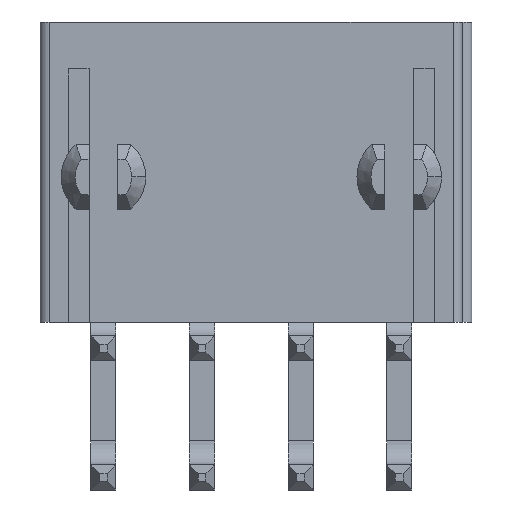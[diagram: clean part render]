
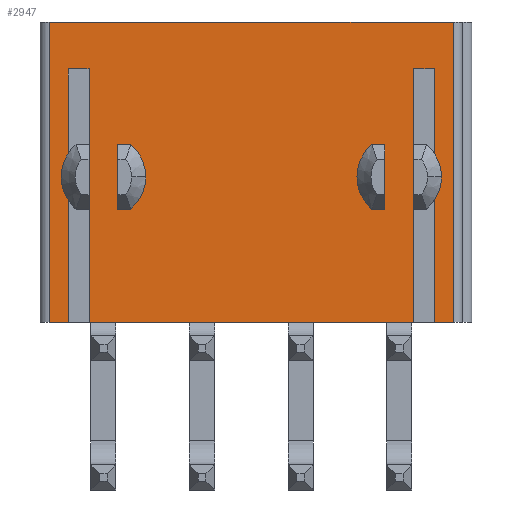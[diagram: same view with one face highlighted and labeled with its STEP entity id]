
A CAD part, front view. The second image highlights one B-rep face of the part: STEP entity #2947.
In plain terms, the highlighted planar face has unit normal (0, -1, 0).
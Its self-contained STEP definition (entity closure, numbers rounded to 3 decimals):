
#39 = CARTESIAN_POINT ( 'NONE',  ( 8.6, 0.4, -12.8 ) ) ;
#173 = DIRECTION ( 'NONE',  ( 0., 1., 0. ) ) ;
#201 = CARTESIAN_POINT ( 'NONE',  ( -7.8, 0.4, -12.8 ) ) ;
#202 = VECTOR ( 'NONE', #4078, 1000. ) ;
#209 = EDGE_CURVE ( 'NONE', #8116, #9594, #2423, .T. ) ;
#313 = LINE ( 'NONE', #609, #663 ) ;
#358 = ORIENTED_EDGE ( 'NONE', *, *, #3199, .T. ) ;
#378 = FACE_OUTER_BOUND ( 'NONE', #5543, .T. ) ;
#409 = CARTESIAN_POINT ( 'NONE',  ( -8.6, 0.4, 0. ) ) ;
#459 = VERTEX_POINT ( 'NONE', #6775 ) ;
#461 = VERTEX_POINT ( 'NONE', #4481 ) ;
#512 = EDGE_CURVE ( 'NONE', #459, #1873, #6870, .T. ) ;
#526 = LINE ( 'NONE', #4175, #1955 ) ;
#578 = LINE ( 'NONE', #6503, #202 ) ;
#609 = CARTESIAN_POINT ( 'NONE',  ( 6.91, 0.4, -12.8 ) ) ;
#663 = VECTOR ( 'NONE', #7231, 1000. ) ;
#720 = AXIS2_PLACEMENT_3D ( 'NONE', #6848, #8169, #8946 ) ;
#830 = LINE ( 'NONE', #3783, #6260 ) ;
#949 = CARTESIAN_POINT ( 'NONE',  ( 7.8, 0.4, -2. ) ) ;
#970 = EDGE_CURVE ( 'NONE', #8331, #1722, #830, .T. ) ;
#1009 = LINE ( 'NONE', #4014, #7349 ) ;
#1156 = EDGE_CURVE ( 'NONE', #459, #2773, #6318, .T. ) ;
#1172 = CARTESIAN_POINT ( 'NONE',  ( 8.6, 0.4, -12.8 ) ) ;
#1193 = LINE ( 'NONE', #1825, #1980 ) ;
#1222 = EDGE_CURVE ( 'NONE', #1873, #3775, #578, .T. ) ;
#1227 = ORIENTED_EDGE ( 'NONE', *, *, #1993, .F. ) ;
#1344 = DIRECTION ( 'NONE',  ( -1., 0., 0. ) ) ;
#1465 = CARTESIAN_POINT ( 'NONE',  ( 5.69, 0.4, -7.97 ) ) ;
#1478 = VERTEX_POINT ( 'NONE', #7805 ) ;
#1521 = CARTESIAN_POINT ( 'NONE',  ( -7.8, 0.4, -2. ) ) ;
#1716 = CARTESIAN_POINT ( 'NONE',  ( -6.91, 0.4, -2. ) ) ;
#1722 = VERTEX_POINT ( 'NONE', #949 ) ;
#1776 = CIRCLE ( 'NONE', #6273, 1.5 ) ;
#1825 = CARTESIAN_POINT ( 'NONE',  ( -5.69, 0.4, -7.97 ) ) ;
#1850 = ORIENTED_EDGE ( 'NONE', *, *, #4517, .T. ) ;
#1855 = DIRECTION ( 'NONE',  ( 0., 0., 1. ) ) ;
#1873 = VERTEX_POINT ( 'NONE', #4870 ) ;
#1932 = CARTESIAN_POINT ( 'NONE',  ( -6.91, 0.4, -2. ) ) ;
#1955 = VECTOR ( 'NONE', #7055, 1000. ) ;
#1980 = VECTOR ( 'NONE', #4043, 1000. ) ;
#1993 = EDGE_CURVE ( 'NONE', #1722, #5678, #6523, .T. ) ;
#2012 = ORIENTED_EDGE ( 'NONE', *, *, #6728, .T. ) ;
#2020 = ORIENTED_EDGE ( 'NONE', *, *, #8188, .T. ) ;
#2216 = CARTESIAN_POINT ( 'NONE',  ( 7.8, 0.4, -2. ) ) ;
#2303 = ORIENTED_EDGE ( 'NONE', *, *, #3365, .T. ) ;
#2423 = CIRCLE ( 'NONE', #720, 1.5 ) ;
#2616 = DIRECTION ( 'NONE',  ( -1., 0., 0. ) ) ;
#2623 = ORIENTED_EDGE ( 'NONE', *, *, #1222, .F. ) ;
#2704 = VECTOR ( 'NONE', #3169, 1000. ) ;
#2710 = VECTOR ( 'NONE', #3689, 1000. ) ;
#2771 = CARTESIAN_POINT ( 'NONE',  ( -7.8, 0.4, -12.8 ) ) ;
#2773 = VERTEX_POINT ( 'NONE', #1521 ) ;
#2778 = VERTEX_POINT ( 'NONE', #4615 ) ;
#2947 = ADVANCED_FACE ( 'NONE', ( #3248, #5442, #378 ), #4796, .T. ) ;
#2952 = CARTESIAN_POINT ( 'NONE',  ( -6.3, 0.4, -6.6 ) ) ;
#3003 = LINE ( 'NONE', #1716, #9227 ) ;
#3157 = ORIENTED_EDGE ( 'NONE', *, *, #5562, .F. ) ;
#3169 = DIRECTION ( 'NONE',  ( -1., 0., 0. ) ) ;
#3199 = EDGE_CURVE ( 'NONE', #4561, #4295, #6614, .T. ) ;
#3248 = FACE_BOUND ( 'NONE', #4891, .T. ) ;
#3365 = EDGE_CURVE ( 'NONE', #2778, #5678, #1009, .T. ) ;
#3367 = EDGE_CURVE ( 'NONE', #2778, #9341, #313, .T. ) ;
#3402 = EDGE_CURVE ( 'NONE', #4495, #3775, #7135, .T. ) ;
#3497 = CARTESIAN_POINT ( 'NONE',  ( 8.6, 0.4, 0. ) ) ;
#3637 = ORIENTED_EDGE ( 'NONE', *, *, #970, .F. ) ;
#3689 = DIRECTION ( 'NONE',  ( -1., 0., 0. ) ) ;
#3775 = VERTEX_POINT ( 'NONE', #409 ) ;
#3783 = CARTESIAN_POINT ( 'NONE',  ( 7.8, 0.4, -12.8 ) ) ;
#3947 = DIRECTION ( 'NONE',  ( 0., 1., 0. ) ) ;
#4014 = CARTESIAN_POINT ( 'NONE',  ( 6.91, 0.4, -12.8 ) ) ;
#4043 = DIRECTION ( 'NONE',  ( 0., 0., 1. ) ) ;
#4078 = DIRECTION ( 'NONE',  ( 0., 0., 1. ) ) ;
#4175 = CARTESIAN_POINT ( 'NONE',  ( 5.69, 0.4, -5.23 ) ) ;
#4295 = VERTEX_POINT ( 'NONE', #6936 ) ;
#4416 = VECTOR ( 'NONE', #1344, 1000. ) ;
#4447 = CARTESIAN_POINT ( 'NONE',  ( 6.91, 0.4, -2. ) ) ;
#4481 = CARTESIAN_POINT ( 'NONE',  ( 5.69, 0.4, -5.23 ) ) ;
#4495 = VERTEX_POINT ( 'NONE', #3497 ) ;
#4517 = EDGE_CURVE ( 'NONE', #461, #8116, #526, .T. ) ;
#4561 = VERTEX_POINT ( 'NONE', #7969 ) ;
#4601 = DIRECTION ( 'NONE',  ( 0.407, 0., 0.914 ) ) ;
#4615 = CARTESIAN_POINT ( 'NONE',  ( 6.91, 0.4, -12.8 ) ) ;
#4796 = PLANE ( 'NONE',  #6765 ) ;
#4870 = CARTESIAN_POINT ( 'NONE',  ( -8.6, 0.4, -12.8 ) ) ;
#4891 = EDGE_LOOP ( 'NONE', ( #1850, #9525, #6738 ) ) ;
#5442 = FACE_BOUND ( 'NONE', #6494, .T. ) ;
#5543 = EDGE_LOOP ( 'NONE', ( #3637, #6928, #2012, #5855, #2623, #6052, #8886, #3157, #2020, #7754, #2303, #1227 ) ) ;
#5562 = EDGE_CURVE ( 'NONE', #9040, #2773, #5618, .T. ) ;
#5604 = CARTESIAN_POINT ( 'NONE',  ( -6.91, 0.4, -2. ) ) ;
#5618 = LINE ( 'NONE', #1932, #6501 ) ;
#5678 = VERTEX_POINT ( 'NONE', #4447 ) ;
#5855 = ORIENTED_EDGE ( 'NONE', *, *, #3402, .T. ) ;
#6052 = ORIENTED_EDGE ( 'NONE', *, *, #512, .F. ) ;
#6160 = AXIS2_PLACEMENT_3D ( 'NONE', #2952, #173, #4601 ) ;
#6180 = DIRECTION ( 'NONE',  ( 0., 0., -1. ) ) ;
#6260 = VECTOR ( 'NONE', #6758, 1000. ) ;
#6270 = VECTOR ( 'NONE', #8697, 1000. ) ;
#6273 = AXIS2_PLACEMENT_3D ( 'NONE', #6332, #3947, #9297 ) ;
#6318 = LINE ( 'NONE', #2771, #6270 ) ;
#6332 = CARTESIAN_POINT ( 'NONE',  ( 6.3, 0.4, -6.6 ) ) ;
#6494 = EDGE_LOOP ( 'NONE', ( #7244, #358 ) ) ;
#6501 = VECTOR ( 'NONE', #2616, 1000. ) ;
#6503 = CARTESIAN_POINT ( 'NONE',  ( -8.6, 0.4, -12.8 ) ) ;
#6523 = LINE ( 'NONE', #2216, #4416 ) ;
#6614 = CIRCLE ( 'NONE', #6160, 1.5 ) ;
#6657 = LINE ( 'NONE', #39, #2710 ) ;
#6728 = EDGE_CURVE ( 'NONE', #1478, #4495, #8545, .T. ) ;
#6738 = ORIENTED_EDGE ( 'NONE', *, *, #9031, .T. ) ;
#6758 = DIRECTION ( 'NONE',  ( 0., 0., 1. ) ) ;
#6765 = AXIS2_PLACEMENT_3D ( 'NONE', #6903, #7677, #6180 ) ;
#6775 = CARTESIAN_POINT ( 'NONE',  ( -7.8, 0.4, -12.8 ) ) ;
#6848 = CARTESIAN_POINT ( 'NONE',  ( 6.3, 0.4, -6.6 ) ) ;
#6870 = LINE ( 'NONE', #201, #2704 ) ;
#6903 = CARTESIAN_POINT ( 'NONE',  ( 9., 0.4, 0. ) ) ;
#6928 = ORIENTED_EDGE ( 'NONE', *, *, #9134, .F. ) ;
#6936 = CARTESIAN_POINT ( 'NONE',  ( -5.69, 0.4, -7.97 ) ) ;
#7055 = DIRECTION ( 'NONE',  ( 0., 0., -1. ) ) ;
#7135 = LINE ( 'NONE', #9499, #8428 ) ;
#7149 = CARTESIAN_POINT ( 'NONE',  ( -6.91, 0.4, -12.8 ) ) ;
#7231 = DIRECTION ( 'NONE',  ( -1., 0., 0. ) ) ;
#7244 = ORIENTED_EDGE ( 'NONE', *, *, #7550, .T. ) ;
#7276 = DIRECTION ( 'NONE',  ( -1., 0., 0. ) ) ;
#7349 = VECTOR ( 'NONE', #8437, 1000. ) ;
#7550 = EDGE_CURVE ( 'NONE', #4295, #4561, #1193, .T. ) ;
#7630 = DIRECTION ( 'NONE',  ( 0., 0., -1. ) ) ;
#7677 = DIRECTION ( 'NONE',  ( 0., -1., 0. ) ) ;
#7754 = ORIENTED_EDGE ( 'NONE', *, *, #3367, .F. ) ;
#7805 = CARTESIAN_POINT ( 'NONE',  ( 8.6, 0.4, -12.8 ) ) ;
#7863 = CARTESIAN_POINT ( 'NONE',  ( 4.8, 0.4, -6.6 ) ) ;
#7969 = CARTESIAN_POINT ( 'NONE',  ( -5.69, 0.4, -5.23 ) ) ;
#8116 = VERTEX_POINT ( 'NONE', #1465 ) ;
#8169 = DIRECTION ( 'NONE',  ( 0., 1., 0. ) ) ;
#8188 = EDGE_CURVE ( 'NONE', #9040, #9341, #3003, .T. ) ;
#8331 = VERTEX_POINT ( 'NONE', #8645 ) ;
#8428 = VECTOR ( 'NONE', #7276, 1000. ) ;
#8437 = DIRECTION ( 'NONE',  ( 0., 0., 1. ) ) ;
#8545 = LINE ( 'NONE', #1172, #8875 ) ;
#8645 = CARTESIAN_POINT ( 'NONE',  ( 7.8, 0.4, -12.8 ) ) ;
#8697 = DIRECTION ( 'NONE',  ( 0., 0., 1. ) ) ;
#8875 = VECTOR ( 'NONE', #1855, 1000. ) ;
#8886 = ORIENTED_EDGE ( 'NONE', *, *, #1156, .T. ) ;
#8946 = DIRECTION ( 'NONE',  ( -0.407, 0., -0.914 ) ) ;
#9031 = EDGE_CURVE ( 'NONE', #9594, #461, #1776, .T. ) ;
#9040 = VERTEX_POINT ( 'NONE', #5604 ) ;
#9134 = EDGE_CURVE ( 'NONE', #1478, #8331, #6657, .T. ) ;
#9227 = VECTOR ( 'NONE', #7630, 1000. ) ;
#9297 = DIRECTION ( 'NONE',  ( -0.407, 0., -0.914 ) ) ;
#9341 = VERTEX_POINT ( 'NONE', #7149 ) ;
#9499 = CARTESIAN_POINT ( 'NONE',  ( 8.6, 0.4, 0. ) ) ;
#9525 = ORIENTED_EDGE ( 'NONE', *, *, #209, .T. ) ;
#9594 = VERTEX_POINT ( 'NONE', #7863 ) ;
